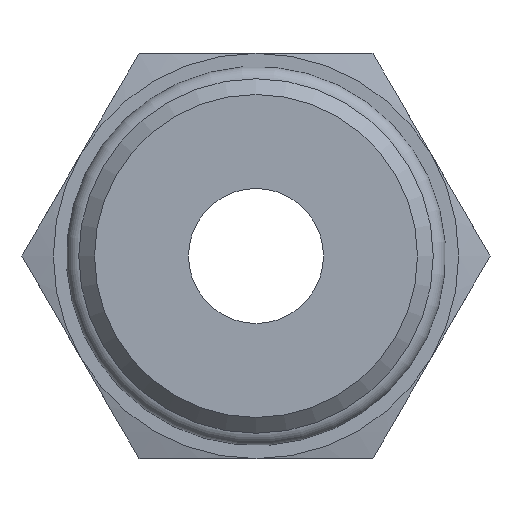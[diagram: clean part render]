
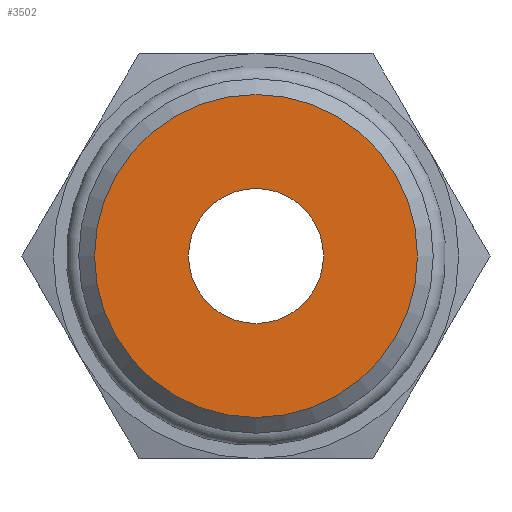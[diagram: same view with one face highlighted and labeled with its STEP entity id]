
A CAD part, left-side view. The second image highlights one B-rep face of the part: STEP entity #3502.
In plain terms, the highlighted planar face has unit normal (-1, 0, 0).
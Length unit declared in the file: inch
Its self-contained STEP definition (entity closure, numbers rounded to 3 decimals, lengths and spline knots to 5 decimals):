
#3191=CARTESIAN_POINT('',(-0.728,-0.25,0.));
#3192=VERTEX_POINT('',#3191);
#3193=CARTESIAN_POINT('',(-0.728,0.,0.));
#3194=DIRECTION('',(1.0,0.0,0.0));
#3195=DIRECTION('',(0.0,-1.0,0.0));
#3196=AXIS2_PLACEMENT_3D('',#3193,#3194,#3195);
#3197=CIRCLE('',#3196,0.25);
#3198=EDGE_CURVE('',#3192,#3192,#3197,.T.);
#3476=CARTESIAN_POINT('',(-0.728,0.,0.5975));
#3477=VERTEX_POINT('',#3476);
#3478=CARTESIAN_POINT('',(-0.728,0.,0.));
#3479=DIRECTION('',(1.0,0.0,0.0));
#3480=DIRECTION('',(0.0,0.0,-1.0));
#3481=AXIS2_PLACEMENT_3D('',#3478,#3479,#3480);
#3482=CIRCLE('',#3481,0.5975);
#3483=EDGE_CURVE('',#3477,#3477,#3482,.T.);
#3491=CARTESIAN_POINT('',(-0.728,0.,0.));
#3492=DIRECTION('',(1.0,0.0,0.0));
#3493=DIRECTION('',(0.0,0.0,-1.0));
#3494=AXIS2_PLACEMENT_3D('',#3491,#3492,#3493);
#3495=PLANE('',#3494);
#3496=ORIENTED_EDGE('',*,*,#3483,.F.);
#3497=EDGE_LOOP('',(#3496));
#3498=FACE_OUTER_BOUND('',#3497,.T.);
#3499=ORIENTED_EDGE('',*,*,#3198,.T.);
#3500=EDGE_LOOP('',(#3499));
#3501=FACE_BOUND('',#3500,.T.);
#3502=ADVANCED_FACE('',(#3498,#3501),#3495,.F.);
